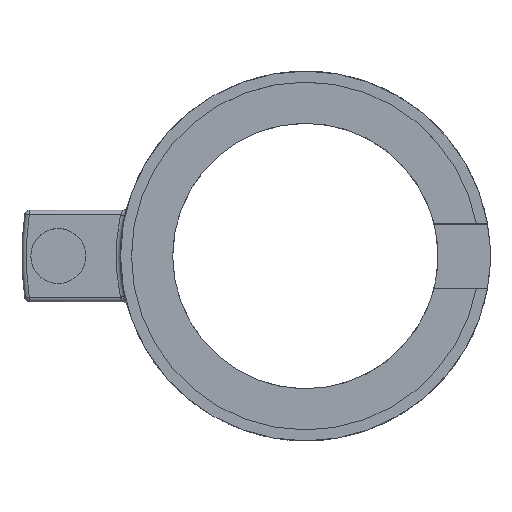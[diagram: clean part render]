
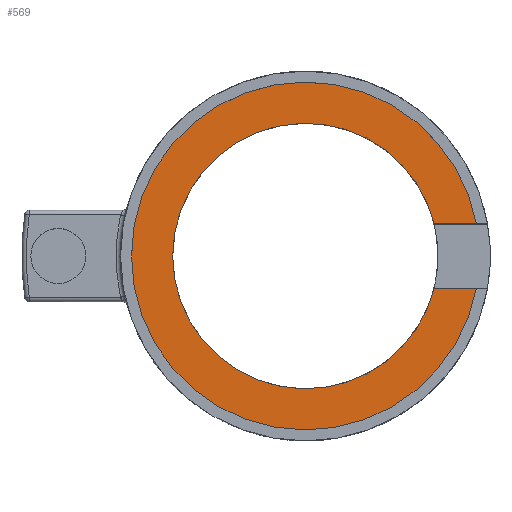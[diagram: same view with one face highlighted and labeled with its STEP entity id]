
A CAD part, top view. The second image highlights one B-rep face of the part: STEP entity #569.
In plain terms, the highlighted planar face has unit normal (0, 0, 1).
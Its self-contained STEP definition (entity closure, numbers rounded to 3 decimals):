
#63=LINE('',#1080,#94);
#67=LINE('',#1087,#98);
#94=VECTOR('',#838,10.);
#98=VECTOR('',#844,10.);
#111=PLANE('',#664);
#147=FACE_OUTER_BOUND('',#185,.T.);
#185=EDGE_LOOP('',(#522,#523,#524,#525,#526));
#194=CIRCLE('',#595,14.5);
#195=CIRCLE('',#596,14.5);
#232=CIRCLE('',#663,19.);
#243=VERTEX_POINT('',#884);
#244=VERTEX_POINT('',#886);
#245=VERTEX_POINT('',#889);
#277=VERTEX_POINT('',#1079);
#279=VERTEX_POINT('',#1086);
#292=EDGE_CURVE('',#243,#244,#194,.T.);
#294=EDGE_CURVE('',#244,#245,#195,.T.);
#353=EDGE_CURVE('',#243,#277,#63,.T.);
#357=EDGE_CURVE('',#279,#245,#67,.T.);
#362=EDGE_CURVE('',#279,#277,#232,.T.);
#522=ORIENTED_EDGE('',*,*,#353,.T.);
#523=ORIENTED_EDGE('',*,*,#362,.F.);
#524=ORIENTED_EDGE('',*,*,#357,.T.);
#525=ORIENTED_EDGE('',*,*,#294,.F.);
#526=ORIENTED_EDGE('',*,*,#292,.F.);
#569=ADVANCED_FACE('',(#147),#111,.T.);
#595=AXIS2_PLACEMENT_3D('',#887,#692,#693);
#596=AXIS2_PLACEMENT_3D('',#890,#695,#696);
#663=AXIS2_PLACEMENT_3D('',#1096,#856,#857);
#664=AXIS2_PLACEMENT_3D('',#1097,#858,#859);
#692=DIRECTION('center_axis',(0.,0.,1.));
#693=DIRECTION('ref_axis',(1.,0.,0.));
#695=DIRECTION('center_axis',(0.,0.,1.));
#696=DIRECTION('ref_axis',(1.,0.,0.));
#838=DIRECTION('',(1.,0.,0.));
#844=DIRECTION('',(-1.,0.,0.));
#856=DIRECTION('center_axis',(0.,0.,-1.));
#857=DIRECTION('ref_axis',(-1.,0.,0.));
#858=DIRECTION('center_axis',(0.,0.,1.));
#859=DIRECTION('ref_axis',(-1.,0.,0.));
#884=CARTESIAN_POINT('',(14.071,3.5,4.));
#886=CARTESIAN_POINT('',(-14.5,0.,4.));
#887=CARTESIAN_POINT('Origin',(0.,0.,4.));
#889=CARTESIAN_POINT('',(14.071,-3.5,4.));
#890=CARTESIAN_POINT('Origin',(0.,0.,4.));
#1079=CARTESIAN_POINT('',(18.675,3.5,4.));
#1080=CARTESIAN_POINT('',(7.036,3.5,4.));
#1086=CARTESIAN_POINT('',(18.675,-3.5,4.));
#1087=CARTESIAN_POINT('',(9.947,-3.5,4.));
#1096=CARTESIAN_POINT('Origin',(0.,0.,4.));
#1097=CARTESIAN_POINT('Origin',(0.,0.,4.));
